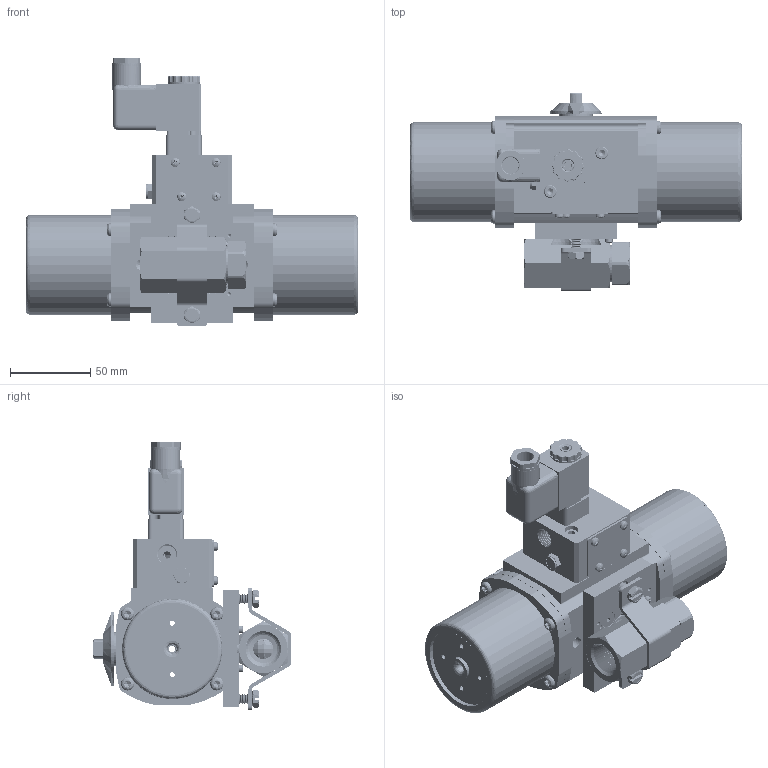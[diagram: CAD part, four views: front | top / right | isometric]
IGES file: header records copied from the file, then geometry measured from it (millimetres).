
Start section: SolidWorks IGES file using analytic representation for surfaces
Global section: file name: 85MXXNA512SR3GPDS.igs; native system: SolidWorks 2017; preprocessor: SolidWorks 2017; author: ryanm; date: 180501.074600; units: inch
Bounding box: 206.38 x 123.57 x 166.85 mm (x, y, z)
Surface area: 245897.6 mm2 (no closed solid volume)
Topology: 0 solids, 0 shells, 5034 faces, 74357 edges, 74206 vertices
Faces by surface type: revolution 3889, bspline 1145
